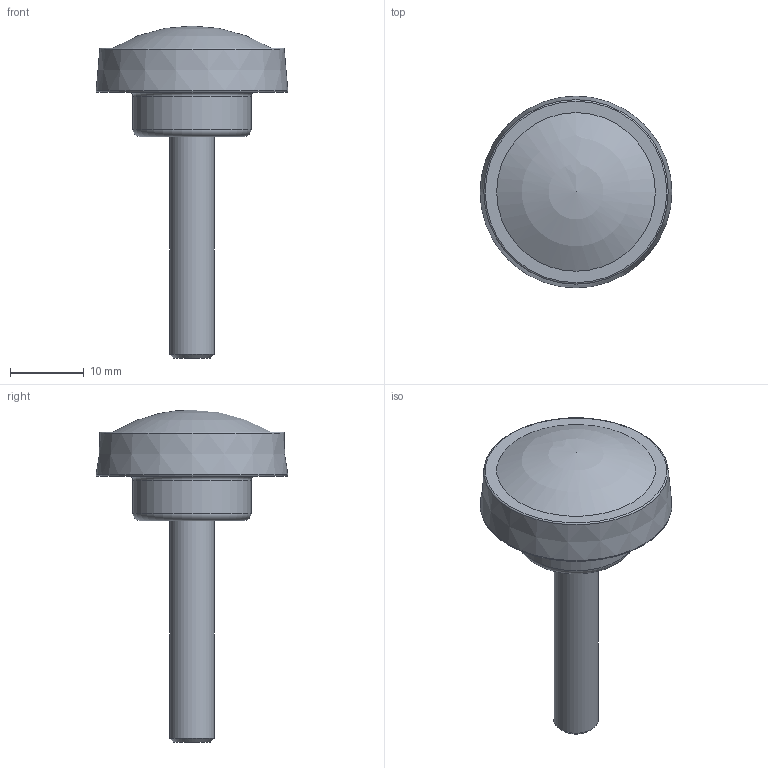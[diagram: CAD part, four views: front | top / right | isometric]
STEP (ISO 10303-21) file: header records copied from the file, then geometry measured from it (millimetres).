
FILE_DESCRIPTION( ( 'Unknown' ), '1' );
FILE_NAME( '6338310_ZPX26_M06x30.stp', 'Unknown', ( 'Unknown' ), ( 'Unknown' ), 'PSStep 11.0', 'Unknown', ' ' );
FILE_SCHEMA( ( 'AUTOMOTIVE_DESIGN { 1 0 10303 214 1 1 1 1 }' ) );
Length unit declared in the file: millimetre
Products named in the file (1): 6338310
Bounding box: 26 x 26 x 45 mm (x, y, z)
Volume: 5627.4 mm3; surface area: 2601.2 mm2
Topology: 1 solids, 7 shells, 43 faces, 77 edges, 50 vertices
Faces by surface type: plane 28, cylinder 8, torus 4, cone 2, sphere 1
Full cylindrical faces by diameter (mm): 6 x1, 16 x1
Entity records: 1340 total; most frequent: DIRECTION 190, CARTESIAN_POINT 158, ORIENTED_EDGE 132, AXIS2_PLACEMENT_3D 80, EDGE_CURVE 66, EDGE_LOOP 54, FACE_OUTER_BOUND 49, VERTEX_POINT 48
